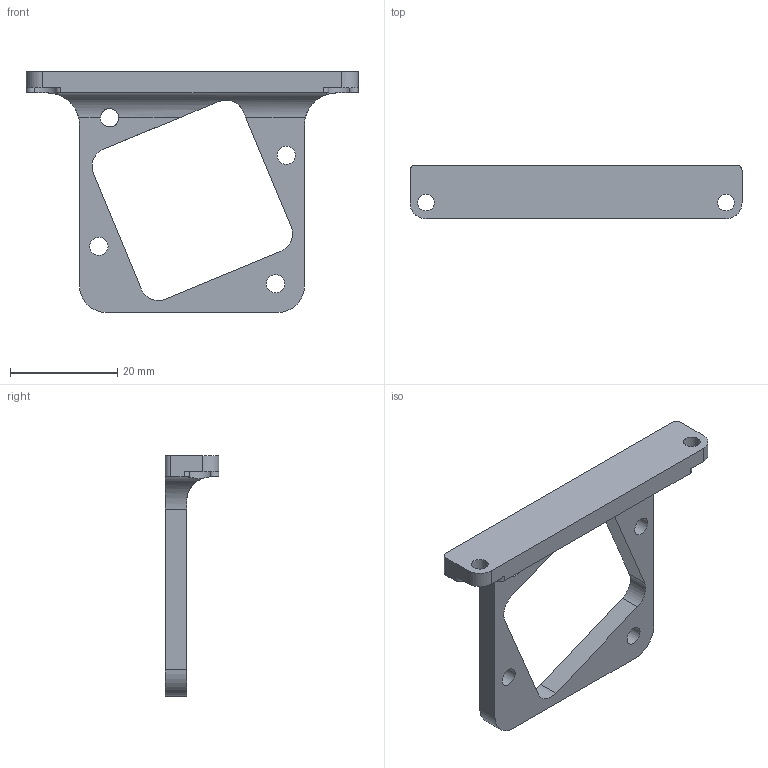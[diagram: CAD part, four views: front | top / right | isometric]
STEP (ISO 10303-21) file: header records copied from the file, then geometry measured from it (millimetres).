
FILE_DESCRIPTION(/* description */ (''),/* implementation_level */ '2;1');
FILE_NAME(/* name */ 'stepperPumpBracket.step',/* time_stamp */ '2025-07-02T19:04:29-07:00',/* author */ (''),/* organization */ (''),/* preprocessor_version */ 'ST-DEVELOPER v20.1',/* originating_system */ 'Autodesk Translation Framework v14.10.0.0',/* authorisation */ '');
FILE_SCHEMA (('AUTOMOTIVE_DESIGN { 1 0 10303 214 3 1 1 }'));
Length unit declared in the file: millimetre
Products named in the file (2): 2025-06-30-18-10-51-471; 2025-06-30-18-24-18-130
Assembly tree (1 placements, depth 2):
  2025-06-30-18-10-51-471
    2025-06-30-18-24-18-130
Bounding box: 62 x 10 x 45 mm (x, y, z)
Volume: 5687.4 mm3; surface area: 4230.5 mm2
Topology: 1 solids, 1 shells, 43 faces, 127 edges, 84 vertices
Faces by surface type: cylinder 25, plane 18
Full cylindrical faces by diameter (mm): 3.1 x2, 3.426 x4
Entity records: 1600 total; most frequent: CARTESIAN_POINT 337, DIRECTION 261, ORIENTED_EDGE 254, EDGE_CURVE 127, AXIS2_PLACEMENT_3D 96, VERTEX_POINT 84, LINE 69, VECTOR 69
